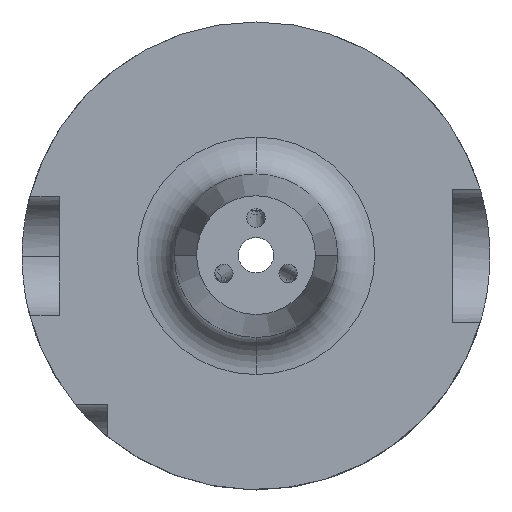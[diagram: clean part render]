
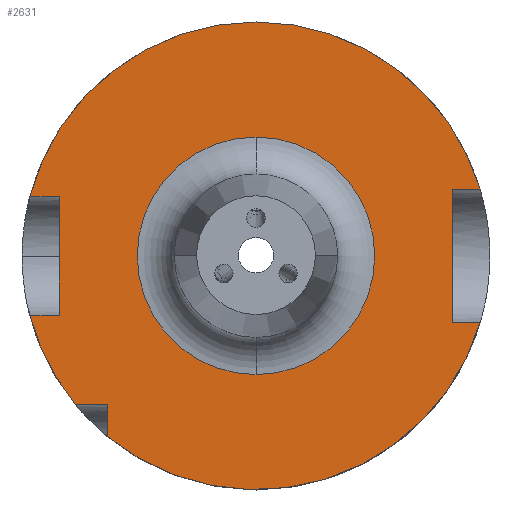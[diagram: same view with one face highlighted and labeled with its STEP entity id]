
A CAD part, top view. The second image highlights one B-rep face of the part: STEP entity #2631.
In plain terms, the highlighted planar face has unit normal (0, 0, 1).
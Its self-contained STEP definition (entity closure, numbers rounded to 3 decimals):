
#2 = VERTEX_POINT ( 'NONE', #2830 ) ;
#30 = CARTESIAN_POINT ( 'NONE',  ( 26.5, 9., 26. ) ) ;
#42 = ORIENTED_EDGE ( 'NONE', *, *, #4510, .T. ) ;
#84 = VERTEX_POINT ( 'NONE', #4612 ) ;
#102 = DIRECTION ( 'NONE',  ( 0., 0., -1. ) ) ;
#118 = CARTESIAN_POINT ( 'NONE',  ( 0., 0., 26. ) ) ;
#203 = CARTESIAN_POINT ( 'NONE',  ( 0., 0., 26. ) ) ;
#246 = ORIENTED_EDGE ( 'NONE', *, *, #1149, .T. ) ;
#251 = EDGE_CURVE ( 'NONE', #1717, #2, #4193, .T. ) ;
#315 = CARTESIAN_POINT ( 'NONE',  ( 0., 0., 26. ) ) ;
#456 = CARTESIAN_POINT ( 'NONE',  ( 0., -9., 26. ) ) ;
#458 = DIRECTION ( 'NONE',  ( 0., 1., 0. ) ) ;
#484 = DIRECTION ( 'NONE',  ( 0., 1., 0. ) ) ;
#490 = EDGE_CURVE ( 'NONE', #499, #4225, #1639, .T. ) ;
#499 = VERTEX_POINT ( 'NONE', #987 ) ;
#517 = DIRECTION ( 'NONE',  ( 0., 0., 1. ) ) ;
#558 = ORIENTED_EDGE ( 'NONE', *, *, #3116, .F. ) ;
#570 = DIRECTION ( 'NONE',  ( 0., 0., -1. ) ) ;
#603 = DIRECTION ( 'NONE',  ( 0., 1., 0. ) ) ;
#637 = CIRCLE ( 'NONE', #1476, 31.5 ) ;
#688 = DIRECTION ( 'NONE',  ( 0., -1., 0. ) ) ;
#715 = AXIS2_PLACEMENT_3D ( 'NONE', #3844, #102, #458 ) ;
#748 = LINE ( 'NONE', #456, #4689 ) ;
#750 = CIRCLE ( 'NONE', #4498, 16. ) ;
#762 = CARTESIAN_POINT ( 'NONE',  ( -30.467, 8., 26. ) ) ;
#786 = CARTESIAN_POINT ( 'NONE',  ( 0., 16., 26. ) ) ;
#835 = EDGE_LOOP ( 'NONE', ( #2886, #3171, #2638, #4614, #4149, #42, #1838, #4305, #1417, #2250, #4056, #558 ) ) ;
#875 = LINE ( 'NONE', #2482, #4693 ) ;
#886 = CARTESIAN_POINT ( 'NONE',  ( 30.187, -9., 26. ) ) ;
#924 = LINE ( 'NONE', #2160, #3670 ) ;
#957 = DIRECTION ( 'NONE',  ( 1., 0., 0. ) ) ;
#967 = DIRECTION ( 'NONE',  ( -1., 0., 0. ) ) ;
#987 = CARTESIAN_POINT ( 'NONE',  ( -20., -24.336, 26. ) ) ;
#994 = VERTEX_POINT ( 'NONE', #30 ) ;
#1034 = DIRECTION ( 'NONE',  ( -1., 0., 0. ) ) ;
#1050 = EDGE_CURVE ( 'NONE', #4225, #84, #875, .T. ) ;
#1149 = EDGE_CURVE ( 'NONE', #4406, #4769, #750, .T. ) ;
#1199 = DIRECTION ( 'NONE',  ( 1., 0., 0. ) ) ;
#1322 = CARTESIAN_POINT ( 'NONE',  ( 0., 0., 26. ) ) ;
#1326 = CARTESIAN_POINT ( 'NONE',  ( 30.187, 9., 26. ) ) ;
#1374 = DIRECTION ( 'NONE',  ( 0., -1., 0. ) ) ;
#1417 = ORIENTED_EDGE ( 'NONE', *, *, #4656, .F. ) ;
#1445 = AXIS2_PLACEMENT_3D ( 'NONE', #4579, #517, #3121 ) ;
#1476 = AXIS2_PLACEMENT_3D ( 'NONE', #203, #570, #603 ) ;
#1639 = LINE ( 'NONE', #3876, #2504 ) ;
#1717 = VERTEX_POINT ( 'NONE', #762 ) ;
#1723 = DIRECTION ( 'NONE',  ( 0., 1., 0. ) ) ;
#1739 = DIRECTION ( 'NONE',  ( 0., 1., 0. ) ) ;
#1838 = ORIENTED_EDGE ( 'NONE', *, *, #1883, .F. ) ;
#1883 = EDGE_CURVE ( 'NONE', #2, #1897, #637, .T. ) ;
#1897 = VERTEX_POINT ( 'NONE', #1326 ) ;
#2048 = CARTESIAN_POINT ( 'NONE',  ( -30.467, -8., 26. ) ) ;
#2069 = CARTESIAN_POINT ( 'NONE',  ( 0., 9., 26. ) ) ;
#2160 = CARTESIAN_POINT ( 'NONE',  ( 0., 8., 26. ) ) ;
#2214 = CARTESIAN_POINT ( 'NONE',  ( 0., -16., 26. ) ) ;
#2250 = ORIENTED_EDGE ( 'NONE', *, *, #4571, .F. ) ;
#2279 = FACE_OUTER_BOUND ( 'NONE', #835, .T. ) ;
#2394 = FACE_BOUND ( 'NONE', #2939, .T. ) ;
#2482 = CARTESIAN_POINT ( 'NONE',  ( 0., -20., 26. ) ) ;
#2494 = CARTESIAN_POINT ( 'NONE',  ( 0., 0., 26. ) ) ;
#2504 = VECTOR ( 'NONE', #3078, 1000. ) ;
#2559 = CARTESIAN_POINT ( 'NONE',  ( 26.5, -9., 26. ) ) ;
#2618 = LINE ( 'NONE', #3825, #2675 ) ;
#2631 = ADVANCED_FACE ( 'NONE', ( #2394, #2279 ), #3859, .T. ) ;
#2638 = ORIENTED_EDGE ( 'NONE', *, *, #3472, .F. ) ;
#2646 = VERTEX_POINT ( 'NONE', #886 ) ;
#2657 = CARTESIAN_POINT ( 'NONE',  ( -26.5, -8., 26. ) ) ;
#2675 = VECTOR ( 'NONE', #1199, 1000. ) ;
#2689 = CIRCLE ( 'NONE', #3053, 31.5 ) ;
#2692 = VERTEX_POINT ( 'NONE', #2048 ) ;
#2707 = ORIENTED_EDGE ( 'NONE', *, *, #4206, .T. ) ;
#2708 = DIRECTION ( 'NONE',  ( 0., 0., -1. ) ) ;
#2794 = LINE ( 'NONE', #3578, #4639 ) ;
#2830 = CARTESIAN_POINT ( 'NONE',  ( 0., 31.5, 26. ) ) ;
#2886 = ORIENTED_EDGE ( 'NONE', *, *, #1050, .F. ) ;
#2896 = AXIS2_PLACEMENT_3D ( 'NONE', #118, #2708, #484 ) ;
#2920 = DIRECTION ( 'NONE',  ( 0., 0., -1. ) ) ;
#2939 = EDGE_LOOP ( 'NONE', ( #2707, #246 ) ) ;
#2981 = CIRCLE ( 'NONE', #2896, 31.5 ) ;
#3040 = VECTOR ( 'NONE', #1739, 1000. ) ;
#3053 = AXIS2_PLACEMENT_3D ( 'NONE', #1322, #3946, #1723 ) ;
#3070 = VERTEX_POINT ( 'NONE', #2657 ) ;
#3078 = DIRECTION ( 'NONE',  ( 0., 1., 0. ) ) ;
#3116 = EDGE_CURVE ( 'NONE', #84, #2692, #2981, .T. ) ;
#3120 = CARTESIAN_POINT ( 'NONE',  ( -26.5, 8., 26. ) ) ;
#3121 = DIRECTION ( 'NONE',  ( 0., -1., 0. ) ) ;
#3171 = ORIENTED_EDGE ( 'NONE', *, *, #490, .F. ) ;
#3267 = VECTOR ( 'NONE', #957, 1000. ) ;
#3472 = EDGE_CURVE ( 'NONE', #2646, #499, #2689, .T. ) ;
#3578 = CARTESIAN_POINT ( 'NONE',  ( 26.5, 0., 26. ) ) ;
#3644 = VERTEX_POINT ( 'NONE', #2559 ) ;
#3670 = VECTOR ( 'NONE', #1034, 1000. ) ;
#3807 = DIRECTION ( 'NONE',  ( -1., 0., 0. ) ) ;
#3825 = CARTESIAN_POINT ( 'NONE',  ( 0., -8., 26. ) ) ;
#3844 = CARTESIAN_POINT ( 'NONE',  ( 0., 0., 26. ) ) ;
#3859 = PLANE ( 'NONE',  #1445 ) ;
#3876 = CARTESIAN_POINT ( 'NONE',  ( -20., 0., 26. ) ) ;
#3946 = DIRECTION ( 'NONE',  ( 0., 0., -1. ) ) ;
#3983 = VERTEX_POINT ( 'NONE', #3120 ) ;
#4018 = LINE ( 'NONE', #4691, #3040 ) ;
#4056 = ORIENTED_EDGE ( 'NONE', *, *, #4473, .F. ) ;
#4103 = EDGE_CURVE ( 'NONE', #3644, #994, #2794, .T. ) ;
#4149 = ORIENTED_EDGE ( 'NONE', *, *, #4103, .T. ) ;
#4193 = CIRCLE ( 'NONE', #715, 31.5 ) ;
#4206 = EDGE_CURVE ( 'NONE', #4769, #4406, #4530, .T. ) ;
#4225 = VERTEX_POINT ( 'NONE', #4764 ) ;
#4305 = ORIENTED_EDGE ( 'NONE', *, *, #251, .F. ) ;
#4307 = DIRECTION ( 'NONE',  ( 0., 1., 0. ) ) ;
#4333 = AXIS2_PLACEMENT_3D ( 'NONE', #315, #2920, #688 ) ;
#4406 = VERTEX_POINT ( 'NONE', #786 ) ;
#4451 = EDGE_CURVE ( 'NONE', #2646, #3644, #748, .T. ) ;
#4473 = EDGE_CURVE ( 'NONE', #2692, #3070, #2618, .T. ) ;
#4498 = AXIS2_PLACEMENT_3D ( 'NONE', #2494, #4679, #1374 ) ;
#4510 = EDGE_CURVE ( 'NONE', #994, #1897, #4531, .T. ) ;
#4530 = CIRCLE ( 'NONE', #4333, 16. ) ;
#4531 = LINE ( 'NONE', #2069, #3267 ) ;
#4571 = EDGE_CURVE ( 'NONE', #3070, #3983, #4018, .T. ) ;
#4579 = CARTESIAN_POINT ( 'NONE',  ( 0., 0., 26. ) ) ;
#4612 = CARTESIAN_POINT ( 'NONE',  ( -24.336, -20., 26. ) ) ;
#4614 = ORIENTED_EDGE ( 'NONE', *, *, #4451, .T. ) ;
#4639 = VECTOR ( 'NONE', #4307, 1000. ) ;
#4656 = EDGE_CURVE ( 'NONE', #3983, #1717, #924, .T. ) ;
#4679 = DIRECTION ( 'NONE',  ( 0., 0., -1. ) ) ;
#4689 = VECTOR ( 'NONE', #3807, 1000. ) ;
#4691 = CARTESIAN_POINT ( 'NONE',  ( -26.5, 0., 26. ) ) ;
#4693 = VECTOR ( 'NONE', #967, 1000. ) ;
#4764 = CARTESIAN_POINT ( 'NONE',  ( -20., -20., 26. ) ) ;
#4769 = VERTEX_POINT ( 'NONE', #2214 ) ;
